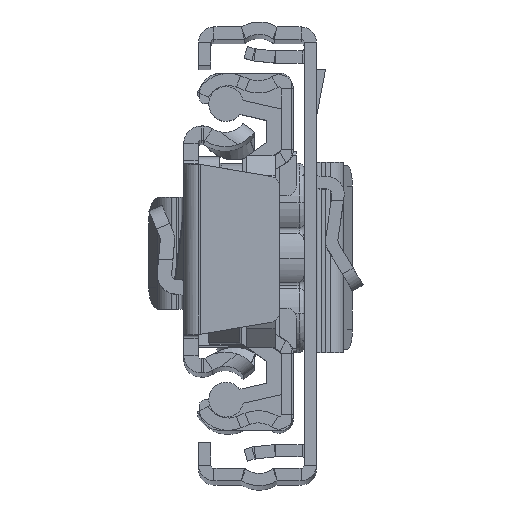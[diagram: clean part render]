
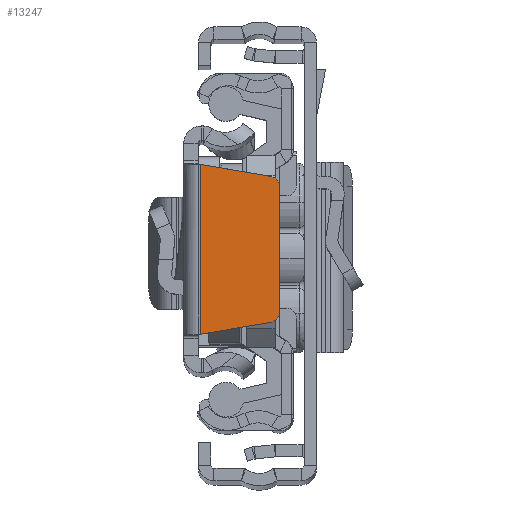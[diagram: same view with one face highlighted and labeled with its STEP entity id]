
A CAD part, top view. The second image highlights one B-rep face of the part: STEP entity #13247.
In plain terms, the highlighted planar face has unit normal (0, 0, 1).
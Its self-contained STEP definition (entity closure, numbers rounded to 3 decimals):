
#94 = AXIS2_PLACEMENT_3D ( 'NONE', #20989, #4499, #1268 ) ;
#1241 = AXIS2_PLACEMENT_3D ( 'NONE', #16883, #6894, #6799 ) ;
#1268 = DIRECTION ( 'NONE',  ( 1., 0., 0. ) ) ;
#1297 = ORIENTED_EDGE ( 'NONE', *, *, #19962, .T. ) ;
#1319 = ORIENTED_EDGE ( 'NONE', *, *, #13276, .T. ) ;
#2325 = EDGE_LOOP ( 'NONE', ( #18253, #14014, #1297, #1319, #10706, #9259 ) ) ;
#2772 = FACE_OUTER_BOUND ( 'NONE', #2325, .T. ) ;
#3012 = DIRECTION ( 'NONE',  ( 0.986, 0.168, 0. ) ) ;
#3550 = LINE ( 'NONE', #10132, #6635 ) ;
#4173 = PLANE ( 'NONE',  #18441 ) ;
#4285 = CARTESIAN_POINT ( 'NONE',  ( 8.568, -7.142, 0. ) ) ;
#4499 = DIRECTION ( 'NONE',  ( 0., 0., 1. ) ) ;
#4507 = CARTESIAN_POINT ( 'NONE',  ( 8.568, -7.142, 0. ) ) ;
#5900 = DIRECTION ( 'NONE',  ( 0., 0., -1. ) ) ;
#6316 = VERTEX_POINT ( 'NONE', #4285 ) ;
#6414 = VERTEX_POINT ( 'NONE', #14790 ) ;
#6635 = VECTOR ( 'NONE', #20234, 1000. ) ;
#6799 = DIRECTION ( 'NONE',  ( 1., 0., 0. ) ) ;
#6894 = DIRECTION ( 'NONE',  ( 0., 0., 1. ) ) ;
#6897 = CARTESIAN_POINT ( 'NONE',  ( 9.4, 6.156, 0. ) ) ;
#8022 = VECTOR ( 'NONE', #20877, 1000. ) ;
#8850 = CARTESIAN_POINT ( 'NONE',  ( 1.6, -8.333, 0. ) ) ;
#9259 = ORIENTED_EDGE ( 'NONE', *, *, #11877, .T. ) ;
#9420 = VERTEX_POINT ( 'NONE', #12758 ) ;
#10132 = CARTESIAN_POINT ( 'NONE',  ( 1.5, 8.35, 0. ) ) ;
#10581 = LINE ( 'NONE', #8850, #15359 ) ;
#10584 = VERTEX_POINT ( 'NONE', #6897 ) ;
#10706 = ORIENTED_EDGE ( 'NONE', *, *, #13300, .T. ) ;
#10874 = DIRECTION ( 'NONE',  ( 1., 0., 0. ) ) ;
#11877 = EDGE_CURVE ( 'NONE', #17716, #9420, #3550, .T. ) ;
#11990 = VERTEX_POINT ( 'NONE', #20551 ) ;
#12399 = LINE ( 'NONE', #20275, #8022 ) ;
#12758 = CARTESIAN_POINT ( 'NONE',  ( 1.6, 8.333, 0. ) ) ;
#13247 = ADVANCED_FACE ( 'NONE', ( #2772 ), #4173, .F. ) ;
#13276 = EDGE_CURVE ( 'NONE', #11990, #10584, #12399, .T. ) ;
#13300 = EDGE_CURVE ( 'NONE', #10584, #17716, #19109, .T. ) ;
#14014 = ORIENTED_EDGE ( 'NONE', *, *, #15564, .T. ) ;
#14030 = CARTESIAN_POINT ( 'NONE',  ( 8.568, 7.142, 0. ) ) ;
#14790 = CARTESIAN_POINT ( 'NONE',  ( 1.6, -8.333, 0. ) ) ;
#15336 = EDGE_CURVE ( 'NONE', #9420, #6414, #10581, .T. ) ;
#15359 = VECTOR ( 'NONE', #18841, 1000. ) ;
#15564 = EDGE_CURVE ( 'NONE', #6414, #6316, #21214, .T. ) ;
#16451 = CIRCLE ( 'NONE', #1241, 1. ) ;
#16883 = CARTESIAN_POINT ( 'NONE',  ( 8.4, -6.156, 0. ) ) ;
#17716 = VERTEX_POINT ( 'NONE', #14030 ) ;
#18253 = ORIENTED_EDGE ( 'NONE', *, *, #15336, .T. ) ;
#18441 = AXIS2_PLACEMENT_3D ( 'NONE', #19349, #5900, #10874 ) ;
#18841 = DIRECTION ( 'NONE',  ( 0., -1., 0. ) ) ;
#19109 = CIRCLE ( 'NONE', #94, 1. ) ;
#19349 = CARTESIAN_POINT ( 'NONE',  ( 8.4, 6.156, 0. ) ) ;
#19547 = VECTOR ( 'NONE', #3012, 1000. ) ;
#19962 = EDGE_CURVE ( 'NONE', #6316, #11990, #16451, .T. ) ;
#20234 = DIRECTION ( 'NONE',  ( -0.986, 0.168, 0. ) ) ;
#20275 = CARTESIAN_POINT ( 'NONE',  ( 9.4, 6.156, 0. ) ) ;
#20551 = CARTESIAN_POINT ( 'NONE',  ( 9.4, -6.156, 0. ) ) ;
#20877 = DIRECTION ( 'NONE',  ( 0., 1., 0. ) ) ;
#20989 = CARTESIAN_POINT ( 'NONE',  ( 8.4, 6.156, 0. ) ) ;
#21214 = LINE ( 'NONE', #4507, #19547 ) ;
